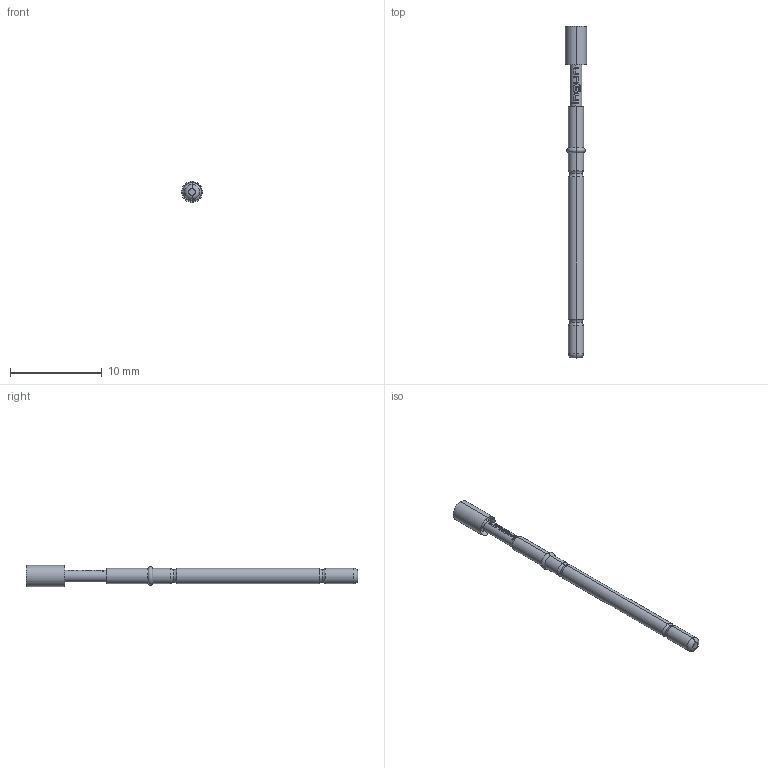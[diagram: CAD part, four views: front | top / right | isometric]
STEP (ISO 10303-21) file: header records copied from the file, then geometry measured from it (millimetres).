
FILE_DESCRIPTION (( 'STEP AP203' ), '1' );
FILE_NAME ('INGUN_GKS-912_006_230_A_xx05.STEP', '2021-09-21T12:23:05', ( 'ochi' ), ( '' ), 'SwSTEP 2.0', 'SolidWorks 2018', '' );
FILE_SCHEMA (( 'CONFIG_CONTROL_DESIGN' ));
Length unit declared in the file: millimetre
Products named in the file (1): INGUN_GKS-912_006_230_A_xx05
Bounding box: 2.3 x 36.2 x 2.3 mm (x, y, z)
Volume: 77.6 mm3; surface area: 216.6 mm2
Topology: 1 solids, 1 shells, 180 faces, 435 edges, 263 vertices
Faces by surface type: plane 63, bspline 61, cylinder 28, cone 16, torus 12
Entity records: 6260 total; most frequent: CARTESIAN_POINT 2722, ORIENTED_EDGE 870, DIRECTION 483, EDGE_CURVE 435, VERTEX_POINT 263, B_SPLINE_CURVE_WITH_KNOTS 204, AXIS2_PLACEMENT_3D 188, EDGE_LOOP 186
